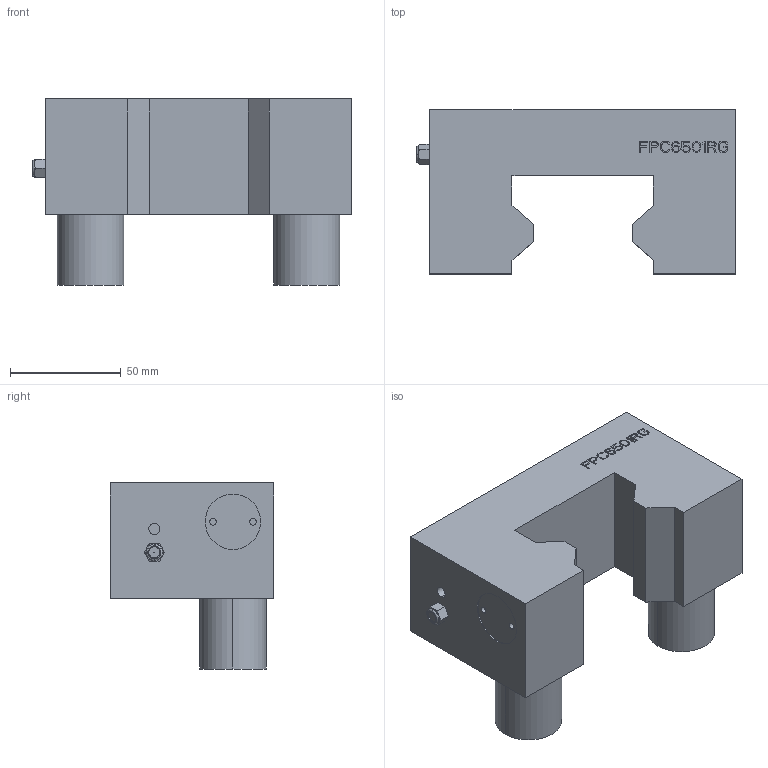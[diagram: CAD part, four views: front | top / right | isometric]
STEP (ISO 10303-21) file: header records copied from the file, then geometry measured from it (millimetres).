
FILE_DESCRIPTION((''),'2;1');
FILE_NAME('FPC6501RG','2022-10-15T10:46:53',('lx'),(''),'CREO PARAMETRIC BY PTC INC, 2018100','CREO PARAMETRIC BY PTC INC, 2018100','');
FILE_SCHEMA(('CONFIG_CONTROL_DESIGN'));
Length unit declared in the file: millimetre
Products named in the file (1): FPC6501RG
Bounding box: 144 x 74 x 84 mm (x, y, z)
Volume: 414466.5 mm3; surface area: 58188.9 mm2
Topology: 1 solids, 4 shells, 418 faces, 1125 edges, 745 vertices
Faces by surface type: plane 356, cylinder 42, cone 16, torus 2, sphere 2
Entity records: 12991 total; most frequent: CARTESIAN_POINT 2400, ORIENTED_EDGE 2246, DIRECTION 2049, EDGE_CURVE 1123, VECTOR 985, LINE 985, VERTEX_POINT 745, AXIS2_PLACEMENT_3D 532
